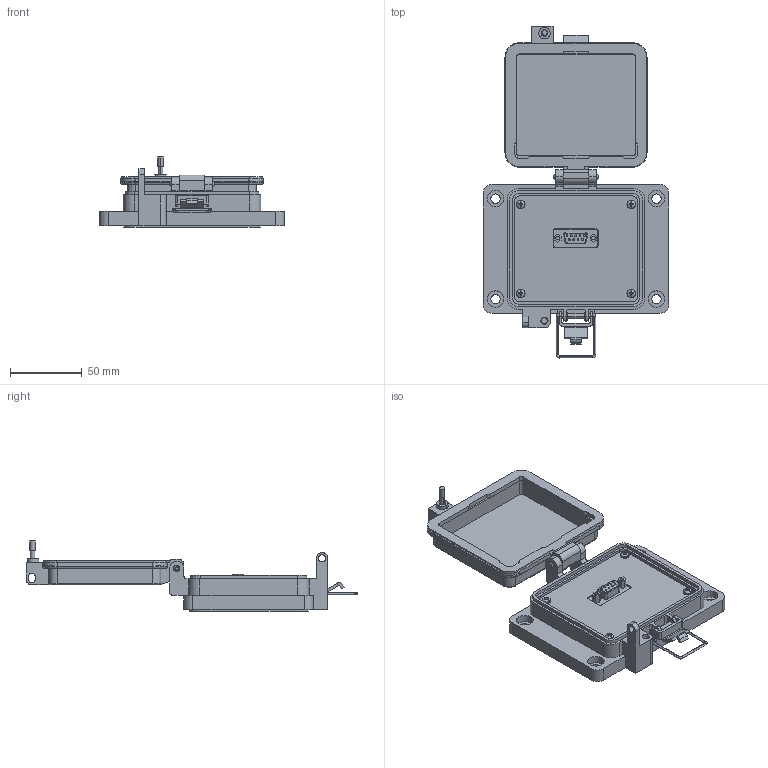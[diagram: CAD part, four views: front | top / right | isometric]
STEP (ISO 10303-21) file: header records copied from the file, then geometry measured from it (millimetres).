
FILE_DESCRIPTION (( 'STEP AP203' ), '1' );
FILE_NAME ('P-R1-K4RX_3D.STEP', '2025-02-19T14:24:49', ( '' ), ( '' ), 'SwSTEP 2.0', 'SolidWorks 2023', '' );
FILE_SCHEMA (( 'CONFIG_CONTROL_DESIGN' ));
Length unit declared in the file: millimetre
Products named in the file (12): P-R1-K4RX_BP240_1; Z-H-K4_B; Z-000-4243316TFP; Z-100-RSPP150; -K4; P-R1-K4RX_FP060_1; R1; Z-100-RSPP150_9PINTERM; 92005A124_METRIC PAN HEAD PHILLIPS MACHINE SCREW_92005A124; Z-100-RSPP150_DBcon_F; P-R1-K4RX_3D
Assembly tree (17 placements, depth 4):
  P-R1-K4RX_3D
    P-R1-K4RX_BP240_1
    P-R1-K4RX_FP060_1
    R1
      Z-100-RSPP150
        Z-100-RSPP150
        Z-100-RSPP150_9PINTERM
        Z-100-RSPP150_DBcon_F
    Z-000-4243316TFP  x4
    -K4
      Z-H-K4_B
    92005A124_METRIC PAN HEAD PHILLIPS MACHINE SCREW_92005A124  x4
Bounding box: 129 x 231.18 x 48.82 mm (x, y, z)
Volume: 175300.6 mm3; surface area: 107657.7 mm2
Topology: 23 solids, 23 shells, 2085 faces, 5707 edges, 3755 vertices
Faces by surface type: cylinder 1042, plane 749, bspline 161, cone 93, torus 32, sphere 8
Entity records: 48708 total; most frequent: CARTESIAN_POINT 14040, ORIENTED_EDGE 7220, DIRECTION 6628, EDGE_CURVE 3610, VERTEX_POINT 2378, AXIS2_PLACEMENT_3D 2290, LINE 2048, VECTOR 2048
